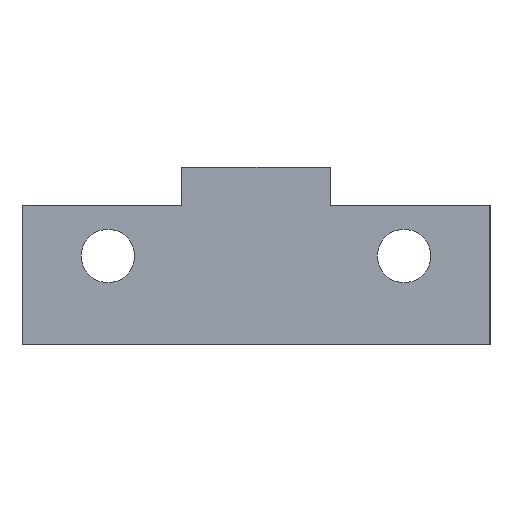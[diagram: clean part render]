
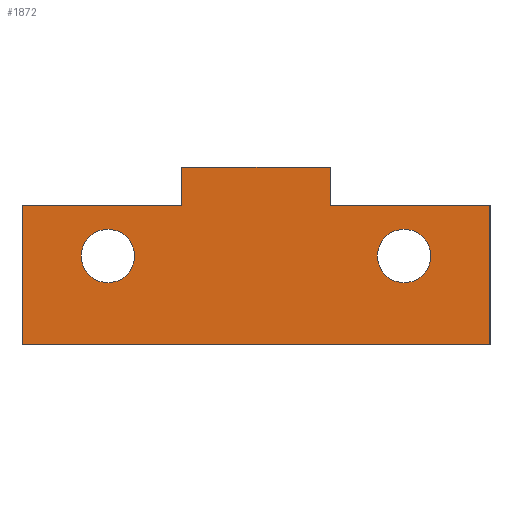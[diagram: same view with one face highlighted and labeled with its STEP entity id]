
A CAD part, left-side view. The second image highlights one B-rep face of the part: STEP entity #1872.
In plain terms, the highlighted planar face has unit normal (-1, 0, 0).
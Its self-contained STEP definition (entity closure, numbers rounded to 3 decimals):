
#6 = CARTESIAN_POINT ( 'NONE',  ( -125., -12.5, 0. ) ) ;
#56 = EDGE_CURVE ( 'NONE', #3188, #1032, #2051, .T. ) ;
#83 = FACE_BOUND ( 'NONE', #163, .T. ) ;
#90 = DIRECTION ( 'NONE',  ( 0., 0., -1. ) ) ;
#150 = EDGE_CURVE ( 'NONE', #1032, #2721, #2284, .T. ) ;
#162 = LINE ( 'NONE', #2945, #950 ) ;
#163 = EDGE_LOOP ( 'NONE', ( #2249, #2727 ) ) ;
#280 = VECTOR ( 'NONE', #90, 1000. ) ;
#369 = CARTESIAN_POINT ( 'NONE',  ( -125., 39.5, -30. ) ) ;
#375 = CARTESIAN_POINT ( 'NONE',  ( -125., 12.5, 0. ) ) ;
#378 = VERTEX_POINT ( 'NONE', #3146 ) ;
#395 = EDGE_CURVE ( 'NONE', #1123, #1538, #1131, .T. ) ;
#402 = EDGE_CURVE ( 'NONE', #507, #378, #940, .T. ) ;
#404 = EDGE_CURVE ( 'NONE', #3593, #849, #2524, .T. ) ;
#441 = EDGE_CURVE ( 'NONE', #451, #3593, #1428, .T. ) ;
#442 = EDGE_CURVE ( 'NONE', #3187, #3188, #2905, .T. ) ;
#443 = VECTOR ( 'NONE', #2910, 1000. ) ;
#446 = EDGE_CURVE ( 'NONE', #2330, #3187, #1340, .T. ) ;
#451 = VERTEX_POINT ( 'NONE', #2895 ) ;
#480 = ORIENTED_EDGE ( 'NONE', *, *, #150, .F. ) ;
#484 = DIRECTION ( 'NONE',  ( 0., 0., -1. ) ) ;
#497 = DIRECTION ( 'NONE',  ( 1., 0., 0. ) ) ;
#501 = EDGE_LOOP ( 'NONE', ( #1795, #3143 ) ) ;
#506 = ORIENTED_EDGE ( 'NONE', *, *, #1798, .F. ) ;
#507 = VERTEX_POINT ( 'NONE', #2695 ) ;
#544 = CARTESIAN_POINT ( 'NONE',  ( -125., 25., -15. ) ) ;
#547 = VECTOR ( 'NONE', #2975, 1000. ) ;
#567 = DIRECTION ( 'NONE',  ( 0., 0., 1. ) ) ;
#632 = VECTOR ( 'NONE', #1730, 1000. ) ;
#745 = ORIENTED_EDGE ( 'NONE', *, *, #404, .F. ) ;
#830 = VECTOR ( 'NONE', #3006, 1000. ) ;
#837 = ORIENTED_EDGE ( 'NONE', *, *, #56, .F. ) ;
#849 = VERTEX_POINT ( 'NONE', #1351 ) ;
#940 = CIRCLE ( 'NONE', #2707, 4.5 ) ;
#950 = VECTOR ( 'NONE', #3204, 1000. ) ;
#957 = CIRCLE ( 'NONE', #1778, 4.5 ) ;
#1032 = VERTEX_POINT ( 'NONE', #375 ) ;
#1035 = CARTESIAN_POINT ( 'NONE',  ( -125., -25., -15. ) ) ;
#1091 = ORIENTED_EDGE ( 'NONE', *, *, #3385, .T. ) ;
#1123 = VERTEX_POINT ( 'NONE', #3696 ) ;
#1131 = CIRCLE ( 'NONE', #2685, 4.5 ) ;
#1151 = LINE ( 'NONE', #6, #280 ) ;
#1340 = LINE ( 'NONE', #2953, #443 ) ;
#1351 = CARTESIAN_POINT ( 'NONE',  ( -125., -39.5, -30. ) ) ;
#1428 = LINE ( 'NONE', #2966, #547 ) ;
#1538 = VERTEX_POINT ( 'NONE', #2286 ) ;
#1604 = ORIENTED_EDGE ( 'NONE', *, *, #441, .F. ) ;
#1668 = CARTESIAN_POINT ( 'NONE',  ( -125., 12.5, 0. ) ) ;
#1694 = EDGE_CURVE ( 'NONE', #378, #507, #2331, .T. ) ;
#1730 = DIRECTION ( 'NONE',  ( 0., -1., 0. ) ) ;
#1736 = AXIS2_PLACEMENT_3D ( 'NONE', #2217, #1905, #567 ) ;
#1778 = AXIS2_PLACEMENT_3D ( 'NONE', #1035, #1966, #2134 ) ;
#1795 = ORIENTED_EDGE ( 'NONE', *, *, #395, .T. ) ;
#1798 = EDGE_CURVE ( 'NONE', #2721, #451, #1151, .T. ) ;
#1858 = EDGE_CURVE ( 'NONE', #1538, #1123, #957, .T. ) ;
#1866 = AXIS2_PLACEMENT_3D ( 'NONE', #544, #497, #484 ) ;
#1872 = ADVANCED_FACE ( 'NONE', ( #2603, #83, #2451 ), #1884, .T. ) ;
#1884 = PLANE ( 'NONE',  #1736 ) ;
#1887 = CARTESIAN_POINT ( 'NONE',  ( -125., -12.5, 0. ) ) ;
#1905 = DIRECTION ( 'NONE',  ( -1., 0., 0. ) ) ;
#1966 = DIRECTION ( 'NONE',  ( 1., 0., 0. ) ) ;
#1979 = CARTESIAN_POINT ( 'NONE',  ( -125., -39.5, -6.5 ) ) ;
#2051 = LINE ( 'NONE', #3631, #2678 ) ;
#2134 = DIRECTION ( 'NONE',  ( 0., 0., 1. ) ) ;
#2149 = ORIENTED_EDGE ( 'NONE', *, *, #446, .F. ) ;
#2217 = CARTESIAN_POINT ( 'NONE',  ( -125., 0., 0. ) ) ;
#2249 = ORIENTED_EDGE ( 'NONE', *, *, #402, .T. ) ;
#2277 = CARTESIAN_POINT ( 'NONE',  ( -125., 12.5, -6.5 ) ) ;
#2284 = LINE ( 'NONE', #1668, #632 ) ;
#2286 = CARTESIAN_POINT ( 'NONE',  ( -125., -25., -10.5 ) ) ;
#2330 = VERTEX_POINT ( 'NONE', #369 ) ;
#2331 = CIRCLE ( 'NONE', #1866, 4.5 ) ;
#2348 = CARTESIAN_POINT ( 'NONE',  ( -125., 39.5, -6.5 ) ) ;
#2451 = FACE_OUTER_BOUND ( 'NONE', #2516, .T. ) ;
#2516 = EDGE_LOOP ( 'NONE', ( #1091, #745, #1604, #506, #480, #837, #3538, #2149 ) ) ;
#2524 = LINE ( 'NONE', #3080, #830 ) ;
#2603 = FACE_BOUND ( 'NONE', #501, .T. ) ;
#2678 = VECTOR ( 'NONE', #3099, 1000. ) ;
#2685 = AXIS2_PLACEMENT_3D ( 'NONE', #3061, #3055, #3052 ) ;
#2695 = CARTESIAN_POINT ( 'NONE',  ( -125., 25., -19.5 ) ) ;
#2707 = AXIS2_PLACEMENT_3D ( 'NONE', #3000, #2995, #2990 ) ;
#2721 = VERTEX_POINT ( 'NONE', #1887 ) ;
#2727 = ORIENTED_EDGE ( 'NONE', *, *, #1694, .T. ) ;
#2827 = VECTOR ( 'NONE', #2939, 1000. ) ;
#2895 = CARTESIAN_POINT ( 'NONE',  ( -125., -12.5, -6.5 ) ) ;
#2905 = LINE ( 'NONE', #2949, #2827 ) ;
#2910 = DIRECTION ( 'NONE',  ( 0., 0., 1. ) ) ;
#2939 = DIRECTION ( 'NONE',  ( 0., -1., 0. ) ) ;
#2945 = CARTESIAN_POINT ( 'NONE',  ( -125., 12.5, -30. ) ) ;
#2949 = CARTESIAN_POINT ( 'NONE',  ( -125., 39.5, -6.5 ) ) ;
#2953 = CARTESIAN_POINT ( 'NONE',  ( -125., 39.5, -6.5 ) ) ;
#2966 = CARTESIAN_POINT ( 'NONE',  ( -125., -12.5, -6.5 ) ) ;
#2975 = DIRECTION ( 'NONE',  ( 0., -1., 0. ) ) ;
#2990 = DIRECTION ( 'NONE',  ( 0., 0., -1. ) ) ;
#2995 = DIRECTION ( 'NONE',  ( 1., 0., 0. ) ) ;
#3000 = CARTESIAN_POINT ( 'NONE',  ( -125., 25., -15. ) ) ;
#3006 = DIRECTION ( 'NONE',  ( 0., 0., -1. ) ) ;
#3052 = DIRECTION ( 'NONE',  ( 0., 0., 1. ) ) ;
#3055 = DIRECTION ( 'NONE',  ( 1., 0., 0. ) ) ;
#3061 = CARTESIAN_POINT ( 'NONE',  ( -125., -25., -15. ) ) ;
#3080 = CARTESIAN_POINT ( 'NONE',  ( -125., -39.5, -6.5 ) ) ;
#3099 = DIRECTION ( 'NONE',  ( 0., 0., 1. ) ) ;
#3143 = ORIENTED_EDGE ( 'NONE', *, *, #1858, .T. ) ;
#3146 = CARTESIAN_POINT ( 'NONE',  ( -125., 25., -10.5 ) ) ;
#3187 = VERTEX_POINT ( 'NONE', #2348 ) ;
#3188 = VERTEX_POINT ( 'NONE', #2277 ) ;
#3204 = DIRECTION ( 'NONE',  ( 0., -1., 0. ) ) ;
#3385 = EDGE_CURVE ( 'NONE', #2330, #849, #162, .T. ) ;
#3538 = ORIENTED_EDGE ( 'NONE', *, *, #442, .F. ) ;
#3593 = VERTEX_POINT ( 'NONE', #1979 ) ;
#3631 = CARTESIAN_POINT ( 'NONE',  ( -125., 12.5, -30. ) ) ;
#3696 = CARTESIAN_POINT ( 'NONE',  ( -125., -25., -19.5 ) ) ;
